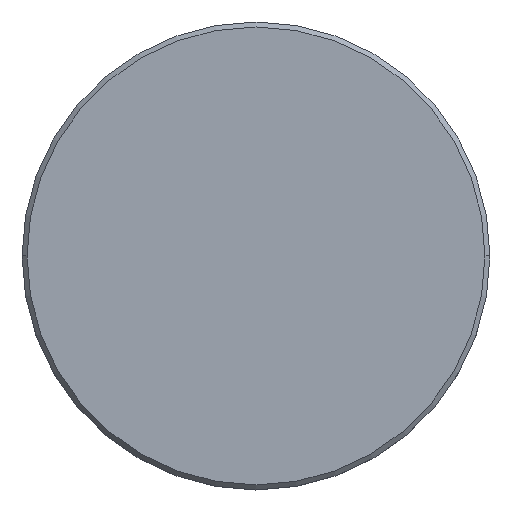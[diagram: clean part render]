
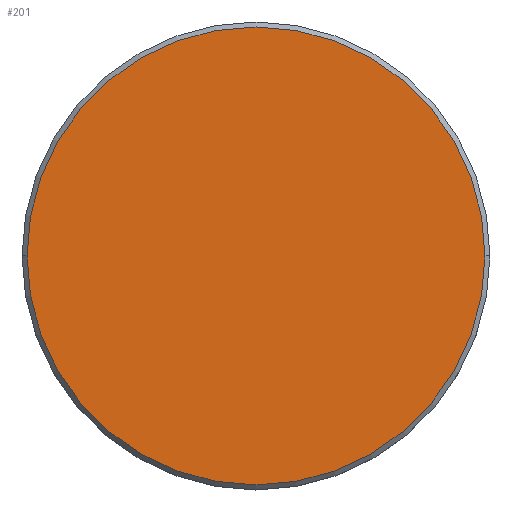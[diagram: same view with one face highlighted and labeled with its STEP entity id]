
A CAD part, top view. The second image highlights one B-rep face of the part: STEP entity #201.
In plain terms, the highlighted planar face has unit normal (0, 0, 1).
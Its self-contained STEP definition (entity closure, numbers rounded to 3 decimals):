
#98 = AXIS2_PLACEMENT_3D ( 'NONE', #1077, #359, #276 ) ;
#106 = CARTESIAN_POINT ( 'NONE',  ( -23., 0., 0. ) ) ;
#158 = CARTESIAN_POINT ( 'NONE',  ( 0., 0., 0. ) ) ;
#189 = CIRCLE ( 'NONE', #98, 23. ) ;
#201 = ADVANCED_FACE ( 'NONE', ( #355 ), #693, .T. ) ;
#221 = VERTEX_POINT ( 'NONE', #106 ) ;
#258 = EDGE_LOOP ( 'NONE', ( #807, #558 ) ) ;
#276 = DIRECTION ( 'NONE',  ( 1., 0., 0. ) ) ;
#355 = FACE_OUTER_BOUND ( 'NONE', #258, .T. ) ;
#359 = DIRECTION ( 'NONE',  ( 0., 0., 1. ) ) ;
#376 = CARTESIAN_POINT ( 'NONE',  ( 0., 0., 0. ) ) ;
#558 = ORIENTED_EDGE ( 'NONE', *, *, #566, .T. ) ;
#566 = EDGE_CURVE ( 'NONE', #1068, #221, #973, .T. ) ;
#649 = DIRECTION ( 'NONE',  ( 0., 0., 1. ) ) ;
#688 = DIRECTION ( 'NONE',  ( 1., 0., 0. ) ) ;
#689 = EDGE_CURVE ( 'NONE', #221, #1068, #189, .T. ) ;
#693 = PLANE ( 'NONE',  #952 ) ;
#807 = ORIENTED_EDGE ( 'NONE', *, *, #689, .T. ) ;
#862 = CARTESIAN_POINT ( 'NONE',  ( 23., 0., 0. ) ) ;
#952 = AXIS2_PLACEMENT_3D ( 'NONE', #376, #649, #1123 ) ;
#973 = CIRCLE ( 'NONE', #1036, 23. ) ;
#975 = DIRECTION ( 'NONE',  ( 0., 0., 1. ) ) ;
#1036 = AXIS2_PLACEMENT_3D ( 'NONE', #158, #975, #688 ) ;
#1068 = VERTEX_POINT ( 'NONE', #862 ) ;
#1077 = CARTESIAN_POINT ( 'NONE',  ( 0., 0., 0. ) ) ;
#1123 = DIRECTION ( 'NONE',  ( 1., 0., 0. ) ) ;
